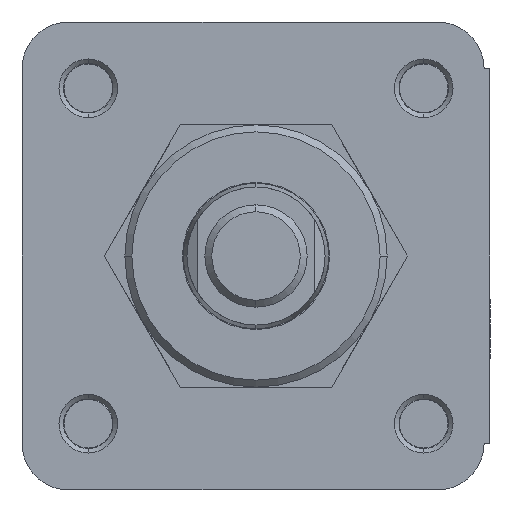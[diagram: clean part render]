
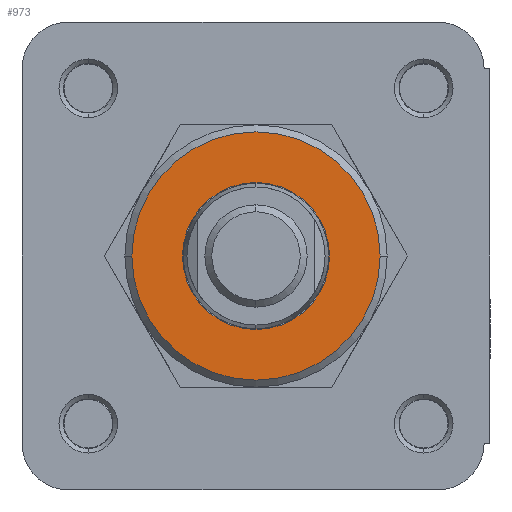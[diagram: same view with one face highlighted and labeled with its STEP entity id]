
A CAD part, left-side view. The second image highlights one B-rep face of the part: STEP entity #973.
In plain terms, the highlighted planar face has unit normal (-1, 0, 0).
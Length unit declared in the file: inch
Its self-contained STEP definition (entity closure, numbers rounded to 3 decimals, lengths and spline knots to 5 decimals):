
#54 = DIRECTION ( 'NONE',  ( 1., 0., 0. ) ) ;
#411 = CIRCLE ( 'NONE', #14510, 0.5305 ) ;
#454 = VERTEX_POINT ( 'NONE', #13163 ) ;
#579 = FACE_BOUND ( 'NONE', #1632, .T. ) ;
#973 = ADVANCED_FACE ( 'NONE', ( #579, #6608 ), #8096, .F. ) ;
#1632 = EDGE_LOOP ( 'NONE', ( #12940, #7049 ) ) ;
#1824 = CIRCLE ( 'NONE', #11020, 0.314 ) ;
#1994 = ORIENTED_EDGE ( 'NONE', *, *, #11744, .F. ) ;
#2368 = CARTESIAN_POINT ( 'NONE',  ( -0.615, -0.5305, 0. ) ) ;
#2600 = CARTESIAN_POINT ( 'NONE',  ( -0.615, 0., 0. ) ) ;
#3061 = EDGE_CURVE ( 'NONE', #8445, #8337, #6835, .T. ) ;
#3432 = DIRECTION ( 'NONE',  ( 1., 0., 0. ) ) ;
#3461 = EDGE_CURVE ( 'NONE', #8337, #8445, #1824, .T. ) ;
#3587 = EDGE_LOOP ( 'NONE', ( #1994, #11772 ) ) ;
#3741 = DIRECTION ( 'NONE',  ( 0., 0., -1. ) ) ;
#5509 = AXIS2_PLACEMENT_3D ( 'NONE', #5704, #54, #14768 ) ;
#5704 = CARTESIAN_POINT ( 'NONE',  ( -0.615, 0., 0. ) ) ;
#5767 = CIRCLE ( 'NONE', #12729, 0.5305 ) ;
#6160 = CARTESIAN_POINT ( 'NONE',  ( -0.615, 0., 0. ) ) ;
#6293 = DIRECTION ( 'NONE',  ( 1., 0., 0. ) ) ;
#6608 = FACE_OUTER_BOUND ( 'NONE', #3587, .T. ) ;
#6835 = CIRCLE ( 'NONE', #6940, 0.314 ) ;
#6940 = AXIS2_PLACEMENT_3D ( 'NONE', #2600, #10574, #3741 ) ;
#7049 = ORIENTED_EDGE ( 'NONE', *, *, #3461, .T. ) ;
#7319 = DIRECTION ( 'NONE',  ( 0., 1., 0. ) ) ;
#8096 = PLANE ( 'NONE',  #5509 ) ;
#8337 = VERTEX_POINT ( 'NONE', #12195 ) ;
#8445 = VERTEX_POINT ( 'NONE', #10086 ) ;
#8799 = EDGE_CURVE ( 'NONE', #10759, #454, #411, .T. ) ;
#10086 = CARTESIAN_POINT ( 'NONE',  ( -0.615, 0., -0.314 ) ) ;
#10253 = CARTESIAN_POINT ( 'NONE',  ( -0.615, 0., 0. ) ) ;
#10574 = DIRECTION ( 'NONE',  ( 1., 0., 0. ) ) ;
#10759 = VERTEX_POINT ( 'NONE', #2368 ) ;
#11020 = AXIS2_PLACEMENT_3D ( 'NONE', #10253, #3432, #11434 ) ;
#11434 = DIRECTION ( 'NONE',  ( 0., 0., -1. ) ) ;
#11744 = EDGE_CURVE ( 'NONE', #454, #10759, #5767, .T. ) ;
#11772 = ORIENTED_EDGE ( 'NONE', *, *, #8799, .F. ) ;
#12195 = CARTESIAN_POINT ( 'NONE',  ( -0.615, 0., 0.314 ) ) ;
#12729 = AXIS2_PLACEMENT_3D ( 'NONE', #6160, #14206, #7319 ) ;
#12940 = ORIENTED_EDGE ( 'NONE', *, *, #3061, .T. ) ;
#13162 = CARTESIAN_POINT ( 'NONE',  ( -0.615, 0., 0. ) ) ;
#13163 = CARTESIAN_POINT ( 'NONE',  ( -0.615, 0.5305, 0. ) ) ;
#14206 = DIRECTION ( 'NONE',  ( 1., 0., 0. ) ) ;
#14319 = DIRECTION ( 'NONE',  ( 0., 1., 0. ) ) ;
#14510 = AXIS2_PLACEMENT_3D ( 'NONE', #13162, #6293, #14319 ) ;
#14768 = DIRECTION ( 'NONE',  ( 0., 0., -1. ) ) ;
